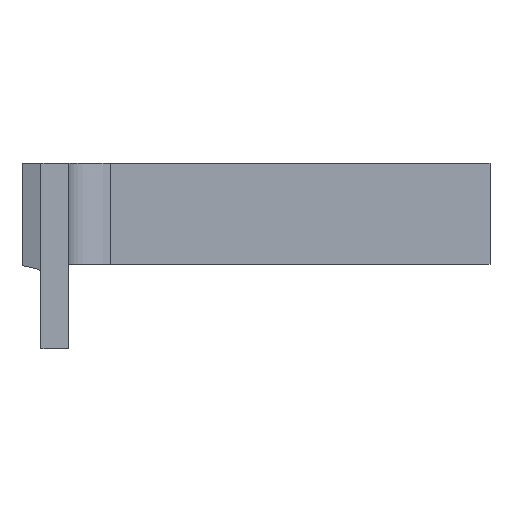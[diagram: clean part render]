
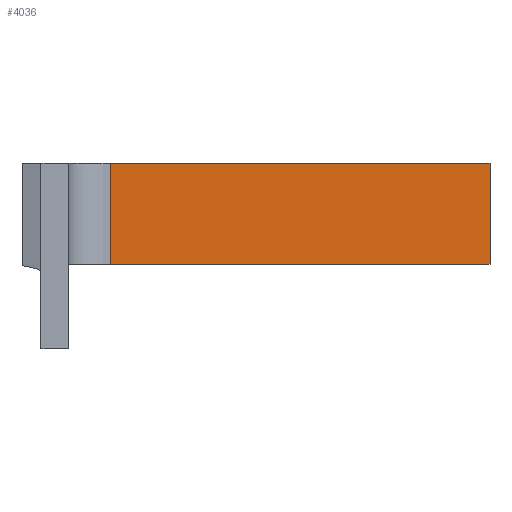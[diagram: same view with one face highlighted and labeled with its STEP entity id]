
A CAD part, left-side view. The second image highlights one B-rep face of the part: STEP entity #4036.
In plain terms, the highlighted planar face has unit normal (-1, 0, 0).
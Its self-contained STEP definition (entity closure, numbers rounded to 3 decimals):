
#79 = EDGE_LOOP ( 'NONE', ( #1743, #3796, #1248, #2663 ) ) ;
#210 = CARTESIAN_POINT ( 'NONE',  ( 100., -44.47, -12. ) ) ;
#380 = CARTESIAN_POINT ( 'NONE',  ( 100., 0.53, 0. ) ) ;
#461 = VECTOR ( 'NONE', #1338, 1000. ) ;
#696 = CARTESIAN_POINT ( 'NONE',  ( 100., -44.47, -12. ) ) ;
#730 = EDGE_CURVE ( 'NONE', #4171, #1682, #3415, .T. ) ;
#872 = VECTOR ( 'NONE', #4003, 1000. ) ;
#957 = VERTEX_POINT ( 'NONE', #4304 ) ;
#959 = LINE ( 'NONE', #4519, #461 ) ;
#1030 = VERTEX_POINT ( 'NONE', #380 ) ;
#1052 = DIRECTION ( 'NONE',  ( 0., 1., 0. ) ) ;
#1170 = CARTESIAN_POINT ( 'NONE',  ( 100., 0.53, -12. ) ) ;
#1248 = ORIENTED_EDGE ( 'NONE', *, *, #730, .F. ) ;
#1338 = DIRECTION ( 'NONE',  ( 0., 0., -1. ) ) ;
#1551 = EDGE_CURVE ( 'NONE', #957, #4171, #959, .T. ) ;
#1682 = VERTEX_POINT ( 'NONE', #4516 ) ;
#1743 = ORIENTED_EDGE ( 'NONE', *, *, #4545, .T. ) ;
#1860 = DIRECTION ( 'NONE',  ( 0., 0., -1. ) ) ;
#1902 = AXIS2_PLACEMENT_3D ( 'NONE', #3677, #3325, #1860 ) ;
#2050 = LINE ( 'NONE', #3499, #4148 ) ;
#2226 = EDGE_CURVE ( 'NONE', #1030, #1682, #3870, .T. ) ;
#2550 = VECTOR ( 'NONE', #4546, 1000. ) ;
#2663 = ORIENTED_EDGE ( 'NONE', *, *, #1551, .F. ) ;
#3325 = DIRECTION ( 'NONE',  ( 1., 0., 0. ) ) ;
#3415 = LINE ( 'NONE', #210, #2550 ) ;
#3499 = CARTESIAN_POINT ( 'NONE',  ( 100., -44.47, 0. ) ) ;
#3677 = CARTESIAN_POINT ( 'NONE',  ( 100., -44.47, 0. ) ) ;
#3796 = ORIENTED_EDGE ( 'NONE', *, *, #2226, .T. ) ;
#3870 = LINE ( 'NONE', #1170, #872 ) ;
#4003 = DIRECTION ( 'NONE',  ( 0., 0., -1. ) ) ;
#4022 = PLANE ( 'NONE',  #1902 ) ;
#4036 = ADVANCED_FACE ( 'NONE', ( #4421 ), #4022, .F. ) ;
#4148 = VECTOR ( 'NONE', #1052, 1000. ) ;
#4171 = VERTEX_POINT ( 'NONE', #696 ) ;
#4304 = CARTESIAN_POINT ( 'NONE',  ( 100., -44.47, 0. ) ) ;
#4421 = FACE_OUTER_BOUND ( 'NONE', #79, .T. ) ;
#4516 = CARTESIAN_POINT ( 'NONE',  ( 100., 0.53, -12. ) ) ;
#4519 = CARTESIAN_POINT ( 'NONE',  ( 100., -44.47, 0. ) ) ;
#4545 = EDGE_CURVE ( 'NONE', #957, #1030, #2050, .T. ) ;
#4546 = DIRECTION ( 'NONE',  ( 0., 1., 0. ) ) ;
